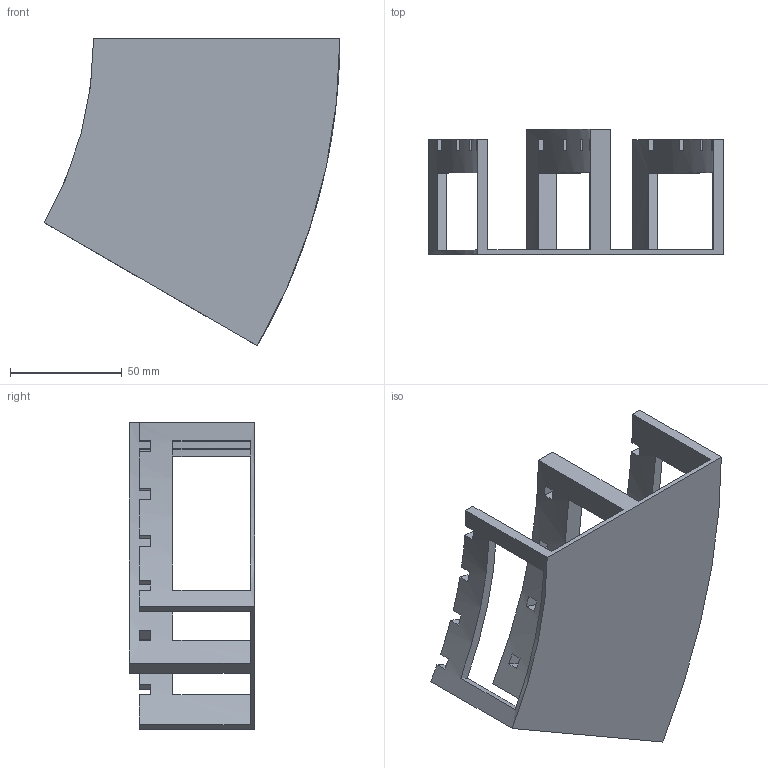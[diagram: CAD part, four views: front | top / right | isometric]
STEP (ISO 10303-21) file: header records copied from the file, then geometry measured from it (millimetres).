
FILE_DESCRIPTION (( 'STEP AP214' ), '1' );
FILE_NAME ('Rollenhalter_klein.STEP', '2024-08-27T21:38:17', ( '' ), ( '' ), 'SwSTEP 2.0', 'SolidWorks 2024', '' );
FILE_SCHEMA (( 'AUTOMOTIVE_DESIGN' ));
Length unit declared in the file: millimetre
Products named in the file (1): Rollenhalter_klein
Bounding box: 132.11 x 56 x 137.5 mm (x, y, z)
Volume: 74577.4 mm3; surface area: 49526.5 mm2
Topology: 1 solids, 1 shells, 70 faces, 216 edges, 144 vertices
Faces by surface type: plane 64, cylinder 6
Entity records: 2483 total; most frequent: ORIENTED_EDGE 432, CARTESIAN_POINT 431, DIRECTION 430, EDGE_CURVE 216, VERTEX_POINT 144, LINE 144, VECTOR 144, AXIS2_PLACEMENT_3D 143
